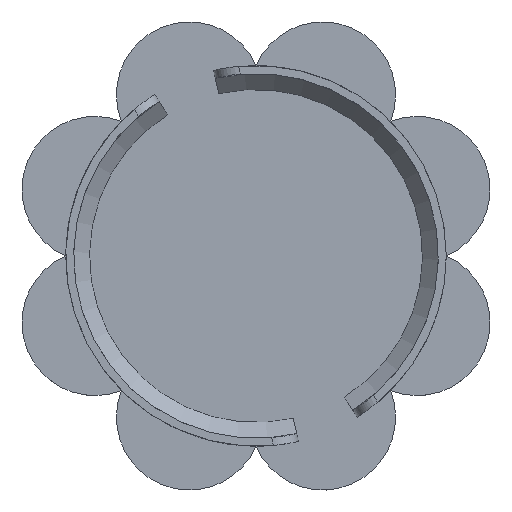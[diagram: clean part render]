
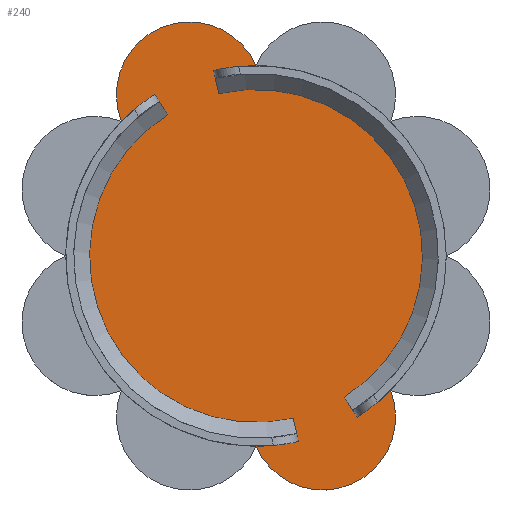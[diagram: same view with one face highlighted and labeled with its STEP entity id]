
A CAD part, top view. The second image highlights one B-rep face of the part: STEP entity #240.
In plain terms, the highlighted planar face has unit normal (0, 0, 1).
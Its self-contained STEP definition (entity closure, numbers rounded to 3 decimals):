
#32 = VERTEX_POINT('',#33);
#33 = CARTESIAN_POINT('',(11.726,-51.174,2.));
#39 = EDGE_CURVE('',#40,#32,#42,.T.);
#40 = VERTEX_POINT('',#41);
#41 = CARTESIAN_POINT('',(12.843,-56.047,2.));
#42 = LINE('',#43,#44);
#43 = CARTESIAN_POINT('',(6.421,-28.024,2.));
#44 = VECTOR('',#45,1.);
#45 = DIRECTION('',(-0.223,0.975,-0.));
#47 = EDGE_CURVE('',#48,#40,#50,.T.);
#48 = VERTEX_POINT('',#49);
#49 = CARTESIAN_POINT('',(13.401,-58.484,2.));
#50 = LINE('',#51,#52);
#51 = CARTESIAN_POINT('',(6.421,-28.024,2.));
#52 = VECTOR('',#53,1.);
#53 = DIRECTION('',(-0.223,0.975,0.));
#173 = VERTEX_POINT('',#174);
#174 = CARTESIAN_POINT('',(-27.894,44.477,2.));
#180 = EDGE_CURVE('',#173,#32,#181,.T.);
#181 = CIRCLE('',#182,52.5);
#182 = AXIS2_PLACEMENT_3D('',#183,#184,#185);
#183 = CARTESIAN_POINT('',(0.,0.,2.));
#184 = DIRECTION('',(0.,0.,1.));
#185 = DIRECTION('',(-0.531,0.847,0.));
#240 = ADVANCED_FACE('',(#241),#355,.T.);
#241 = FACE_BOUND('',#242,.T.);
#242 = EDGE_LOOP('',(#243,#251,#252,#253,#254,#263,#272,#281,#289,#297,
    #306,#314,#322,#331,#340,#349));
#243 = ORIENTED_EDGE('',*,*,#244,.T.);
#244 = EDGE_CURVE('',#245,#173,#247,.T.);
#245 = VERTEX_POINT('',#246);
#246 = CARTESIAN_POINT('',(-30.55,48.713,2.));
#247 = LINE('',#248,#249);
#248 = CARTESIAN_POINT('',(-15.939,25.415,2.));
#249 = VECTOR('',#250,1.);
#250 = DIRECTION('',(0.531,-0.847,0.));
#251 = ORIENTED_EDGE('',*,*,#180,.T.);
#252 = ORIENTED_EDGE('',*,*,#39,.F.);
#253 = ORIENTED_EDGE('',*,*,#47,.F.);
#254 = ORIENTED_EDGE('',*,*,#255,.F.);
#255 = EDGE_CURVE('',#256,#48,#258,.T.);
#256 = VERTEX_POINT('',#257);
#257 = CARTESIAN_POINT('',(0.,-60.,2.));
#258 = CIRCLE('',#259,60.);
#259 = AXIS2_PLACEMENT_3D('',#260,#261,#262);
#260 = CARTESIAN_POINT('',(0.,0.,2.));
#261 = DIRECTION('',(0.,0.,1.));
#262 = DIRECTION('',(1.,0.,0.));
#263 = ORIENTED_EDGE('',*,*,#264,.T.);
#264 = EDGE_CURVE('',#256,#265,#267,.T.);
#265 = VERTEX_POINT('',#266);
#266 = CARTESIAN_POINT('',(42.426,-42.426,2.));
#267 = CIRCLE('',#268,22.964);
#268 = AXIS2_PLACEMENT_3D('',#269,#270,#271);
#269 = CARTESIAN_POINT('',(21.061,-50.846,2.));
#270 = DIRECTION('',(0.,0.,1.));
#271 = DIRECTION('',(1.,0.,0.));
#272 = ORIENTED_EDGE('',*,*,#273,.F.);
#273 = EDGE_CURVE('',#274,#265,#276,.T.);
#274 = VERTEX_POINT('',#275);
#275 = CARTESIAN_POINT('',(31.879,-50.831,2.));
#276 = CIRCLE('',#277,60.);
#277 = AXIS2_PLACEMENT_3D('',#278,#279,#280);
#278 = CARTESIAN_POINT('',(0.,0.,2.));
#279 = DIRECTION('',(0.,0.,1.));
#280 = DIRECTION('',(1.,0.,0.));
#281 = ORIENTED_EDGE('',*,*,#282,.T.);
#282 = EDGE_CURVE('',#274,#283,#285,.T.);
#283 = VERTEX_POINT('',#284);
#284 = CARTESIAN_POINT('',(30.55,-48.713,2.));
#285 = LINE('',#286,#287);
#286 = CARTESIAN_POINT('',(15.275,-24.356,2.));
#287 = VECTOR('',#288,1.);
#288 = DIRECTION('',(-0.531,0.847,0.));
#289 = ORIENTED_EDGE('',*,*,#290,.T.);
#290 = EDGE_CURVE('',#283,#291,#293,.T.);
#291 = VERTEX_POINT('',#292);
#292 = CARTESIAN_POINT('',(27.894,-44.477,2.));
#293 = LINE('',#294,#295);
#294 = CARTESIAN_POINT('',(15.275,-24.356,2.));
#295 = VECTOR('',#296,1.);
#296 = DIRECTION('',(-0.531,0.847,-0.));
#297 = ORIENTED_EDGE('',*,*,#298,.T.);
#298 = EDGE_CURVE('',#291,#299,#301,.T.);
#299 = VERTEX_POINT('',#300);
#300 = CARTESIAN_POINT('',(-11.726,51.174,2.));
#301 = CIRCLE('',#302,52.5);
#302 = AXIS2_PLACEMENT_3D('',#303,#304,#305);
#303 = CARTESIAN_POINT('',(0.,0.,2.));
#304 = DIRECTION('',(0.,0.,1.));
#305 = DIRECTION('',(0.531,-0.847,0.));
#306 = ORIENTED_EDGE('',*,*,#307,.F.);
#307 = EDGE_CURVE('',#308,#299,#310,.T.);
#308 = VERTEX_POINT('',#309);
#309 = CARTESIAN_POINT('',(-12.843,56.047,2.));
#310 = LINE('',#311,#312);
#311 = CARTESIAN_POINT('',(-6.701,29.242,2.));
#312 = VECTOR('',#313,1.);
#313 = DIRECTION('',(0.223,-0.975,0.));
#314 = ORIENTED_EDGE('',*,*,#315,.T.);
#315 = EDGE_CURVE('',#308,#316,#318,.T.);
#316 = VERTEX_POINT('',#317);
#317 = CARTESIAN_POINT('',(-13.401,58.484,2.));
#318 = LINE('',#319,#320);
#319 = CARTESIAN_POINT('',(-6.701,29.242,2.));
#320 = VECTOR('',#321,1.);
#321 = DIRECTION('',(-0.223,0.975,0.));
#322 = ORIENTED_EDGE('',*,*,#323,.F.);
#323 = EDGE_CURVE('',#324,#316,#326,.T.);
#324 = VERTEX_POINT('',#325);
#325 = CARTESIAN_POINT('',(0.,60.,2.));
#326 = CIRCLE('',#327,60.);
#327 = AXIS2_PLACEMENT_3D('',#328,#329,#330);
#328 = CARTESIAN_POINT('',(0.,0.,2.));
#329 = DIRECTION('',(0.,0.,1.));
#330 = DIRECTION('',(1.,0.,0.));
#331 = ORIENTED_EDGE('',*,*,#332,.T.);
#332 = EDGE_CURVE('',#324,#333,#335,.T.);
#333 = VERTEX_POINT('',#334);
#334 = CARTESIAN_POINT('',(-42.426,42.426,2.));
#335 = CIRCLE('',#336,22.964);
#336 = AXIS2_PLACEMENT_3D('',#337,#338,#339);
#337 = CARTESIAN_POINT('',(-21.061,50.846,2.));
#338 = DIRECTION('',(0.,0.,1.));
#339 = DIRECTION('',(1.,0.,0.));
#340 = ORIENTED_EDGE('',*,*,#341,.F.);
#341 = EDGE_CURVE('',#342,#333,#344,.T.);
#342 = VERTEX_POINT('',#343);
#343 = CARTESIAN_POINT('',(-31.879,50.831,2.));
#344 = CIRCLE('',#345,60.);
#345 = AXIS2_PLACEMENT_3D('',#346,#347,#348);
#346 = CARTESIAN_POINT('',(0.,0.,2.));
#347 = DIRECTION('',(0.,0.,1.));
#348 = DIRECTION('',(1.,0.,0.));
#349 = ORIENTED_EDGE('',*,*,#350,.F.);
#350 = EDGE_CURVE('',#245,#342,#351,.T.);
#351 = LINE('',#352,#353);
#352 = CARTESIAN_POINT('',(-15.939,25.415,2.));
#353 = VECTOR('',#354,1.);
#354 = DIRECTION('',(-0.531,0.847,0.));
#355 = PLANE('',#356);
#356 = AXIS2_PLACEMENT_3D('',#357,#358,#359);
#357 = CARTESIAN_POINT('',(0.,0.,2.));
#358 = DIRECTION('',(0.,0.,1.));
#359 = DIRECTION('',(1.,0.,0.));
